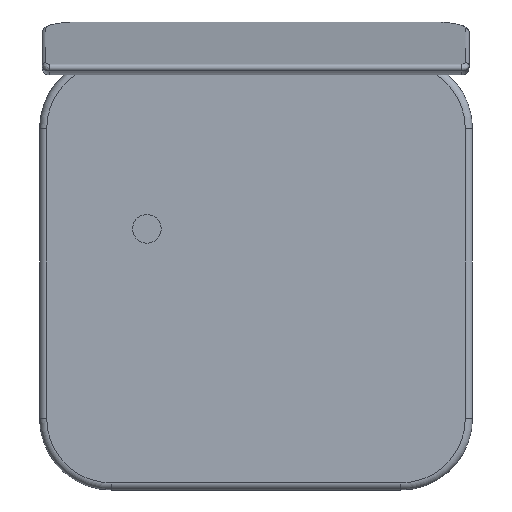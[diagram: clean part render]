
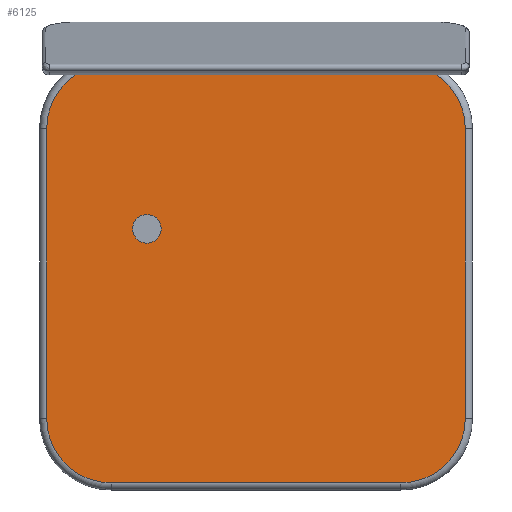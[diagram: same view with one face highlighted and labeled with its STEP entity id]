
A CAD part, front view. The second image highlights one B-rep face of the part: STEP entity #6125.
In plain terms, the highlighted planar face has unit normal (0, -1, 0).
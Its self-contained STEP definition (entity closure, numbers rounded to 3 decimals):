
#112=FACE_BOUND('',#776,.T.);
#179=PLANE('',#6613);
#419=FACE_OUTER_BOUND('',#775,.T.);
#775=EDGE_LOOP('',(#4240,#4241,#4242,#4243,#4244,#4245,#4246,#4247));
#776=EDGE_LOOP('',(#4248));
#1187=LINE('',#9340,#1744);
#1188=LINE('',#9351,#1745);
#1190=LINE('',#9362,#1747);
#1192=LINE('',#9371,#1749);
#1744=VECTOR('',#7359,10.);
#1745=VECTOR('',#7372,10.);
#1747=VECTOR('',#7386,10.);
#1749=VECTOR('',#7398,10.);
#2307=CIRCLE('',#6593,18.);
#2311=CIRCLE('',#6599,18.);
#2315=CIRCLE('',#6605,18.);
#2317=CIRCLE('',#6609,18.);
#2318=CIRCLE('',#6614,4.);
#2647=VERTEX_POINT('',#9336);
#2648=VERTEX_POINT('',#9338);
#2650=VERTEX_POINT('',#9343);
#2652=VERTEX_POINT('',#9349);
#2654=VERTEX_POINT('',#9355);
#2655=VERTEX_POINT('',#9360);
#2656=VERTEX_POINT('',#9365);
#2657=VERTEX_POINT('',#9369);
#2658=VERTEX_POINT('',#9381);
#3268=EDGE_CURVE('',#2648,#2647,#1187,.T.);
#3270=EDGE_CURVE('',#2650,#2648,#2307,.T.);
#3273=EDGE_CURVE('',#2652,#2650,#1188,.T.);
#3276=EDGE_CURVE('',#2654,#2652,#2311,.T.);
#3279=EDGE_CURVE('',#2655,#2654,#1190,.T.);
#3282=EDGE_CURVE('',#2656,#2655,#2315,.T.);
#3284=EDGE_CURVE('',#2657,#2656,#1192,.T.);
#3285=EDGE_CURVE('',#2647,#2657,#2317,.T.);
#3289=EDGE_CURVE('',#2658,#2658,#2318,.T.);
#4240=ORIENTED_EDGE('',*,*,#3268,.F.);
#4241=ORIENTED_EDGE('',*,*,#3270,.F.);
#4242=ORIENTED_EDGE('',*,*,#3273,.F.);
#4243=ORIENTED_EDGE('',*,*,#3276,.F.);
#4244=ORIENTED_EDGE('',*,*,#3279,.F.);
#4245=ORIENTED_EDGE('',*,*,#3282,.F.);
#4246=ORIENTED_EDGE('',*,*,#3284,.F.);
#4247=ORIENTED_EDGE('',*,*,#3285,.F.);
#4248=ORIENTED_EDGE('',*,*,#3289,.T.);
#6125=ADVANCED_FACE('',(#419,#112),#179,.F.);
#6593=AXIS2_PLACEMENT_3D('',#9345,#7364,#7365);
#6599=AXIS2_PLACEMENT_3D('',#9357,#7378,#7379);
#6605=AXIS2_PLACEMENT_3D('',#9367,#7392,#7393);
#6609=AXIS2_PLACEMENT_3D('',#9373,#7401,#7402);
#6613=AXIS2_PLACEMENT_3D('',#9380,#7412,#7413);
#6614=AXIS2_PLACEMENT_3D('',#9382,#7414,#7415);
#7359=DIRECTION('',(1.,0.,0.));
#7364=DIRECTION('center_axis',(0.,1.,0.));
#7365=DIRECTION('ref_axis',(-0.707,0.,0.707));
#7372=DIRECTION('',(0.,0.,1.));
#7378=DIRECTION('center_axis',(0.,1.,0.));
#7379=DIRECTION('ref_axis',(-0.707,0.,-0.707));
#7386=DIRECTION('',(-1.,0.,0.));
#7392=DIRECTION('center_axis',(0.,1.,0.));
#7393=DIRECTION('ref_axis',(0.707,0.,-0.707));
#7398=DIRECTION('',(0.,0.,-1.));
#7401=DIRECTION('center_axis',(0.,1.,0.));
#7402=DIRECTION('ref_axis',(0.707,0.,0.707));
#7412=DIRECTION('center_axis',(0.,1.,0.));
#7413=DIRECTION('ref_axis',(1.,0.,0.));
#7414=DIRECTION('center_axis',(0.,1.,0.));
#7415=DIRECTION('ref_axis',(1.,0.,0.));
#9336=CARTESIAN_POINT('',(40.5,0.,58.5));
#9338=CARTESIAN_POINT('',(-40.5,0.,58.5));
#9340=CARTESIAN_POINT('',(-20.25,0.,58.5));
#9343=CARTESIAN_POINT('',(-58.5,0.,40.5));
#9345=CARTESIAN_POINT('Origin',(-40.5,0.,40.5));
#9349=CARTESIAN_POINT('',(-58.5,0.,-40.5));
#9351=CARTESIAN_POINT('',(-58.5,0.,-20.25));
#9355=CARTESIAN_POINT('',(-40.5,0.,-58.5));
#9357=CARTESIAN_POINT('Origin',(-40.5,0.,-40.5));
#9360=CARTESIAN_POINT('',(40.5,0.,-58.5));
#9362=CARTESIAN_POINT('',(20.25,0.,-58.5));
#9365=CARTESIAN_POINT('',(58.5,0.,-40.5));
#9367=CARTESIAN_POINT('Origin',(40.5,0.,-40.5));
#9369=CARTESIAN_POINT('',(58.5,0.,40.5));
#9371=CARTESIAN_POINT('',(58.5,0.,20.25));
#9373=CARTESIAN_POINT('Origin',(40.5,0.,40.5));
#9380=CARTESIAN_POINT('Origin',(0.,0.,0.));
#9381=CARTESIAN_POINT('',(-34.5,0.,12.5));
#9382=CARTESIAN_POINT('Origin',(-30.5,0.,12.5));
